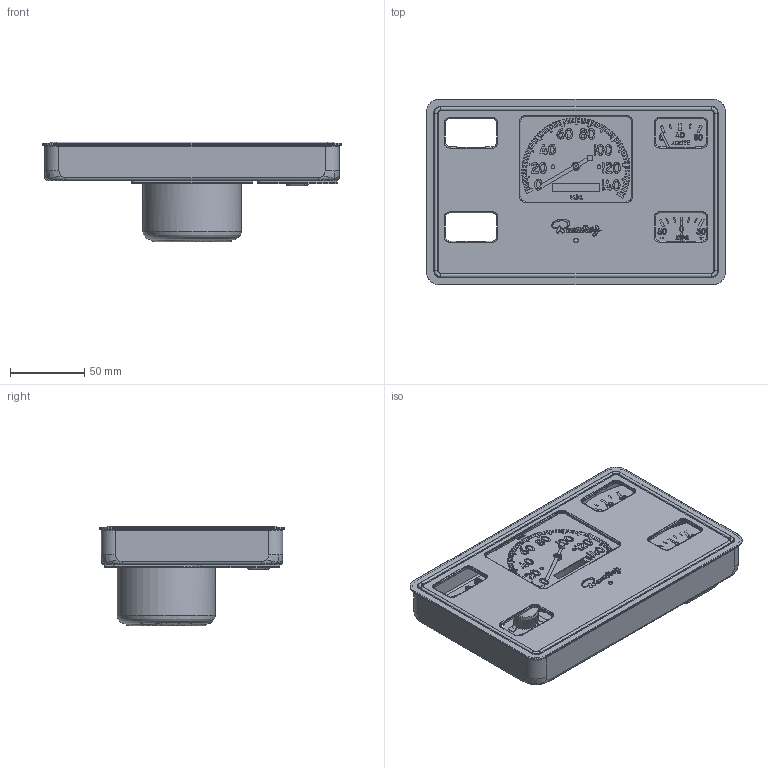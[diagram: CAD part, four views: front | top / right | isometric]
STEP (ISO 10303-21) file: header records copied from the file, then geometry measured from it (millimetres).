
FILE_DESCRIPTION(('FreeCAD Model'),'2;1');
FILE_NAME('Open CASCADE Shape Model','2025-05-03T04:50:18',('FreeCAD'),( 'FreeCAD'),'Open CASCADE STEP processor 7.6','FreeCAD','Unknown');
FILE_SCHEMA(('AUTOMOTIVE_DESIGN { 1 0 10303 214 1 1 1 1 }'));
Products named in the file (1): Open CASCADE STEP translator 7.6 1
Bounding box: 201.61 x 125.41 x 67.15 mm (x, y, z)
Volume: 55430 mm3; surface area: 165758.1 mm2
Topology: 23 solids, 23 shells, 2488 faces, 8357 edges, 6176 vertices
Faces by surface type: bspline 2488
Entity records: 104940 total; most frequent: CARTESIAN_POINT 57046, ORIENTED_EDGE 16708, EDGE_CURVE 8353, B_SPLINE_CURVE_WITH_KNOTS 6582, VERTEX_POINT 6176, FACE_BOUND 2880, EDGE_LOOP 2880, ADVANCED_FACE 2488
